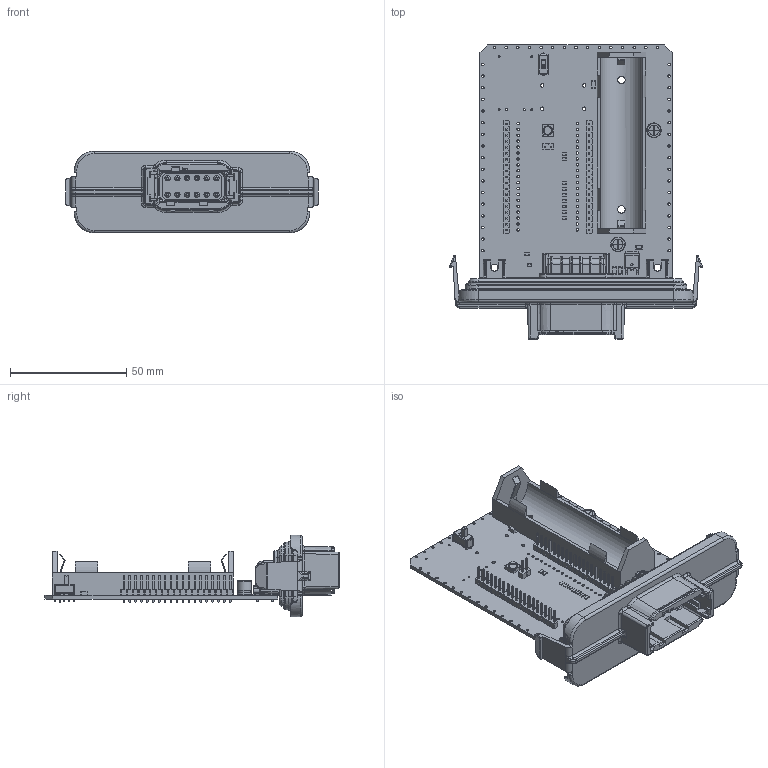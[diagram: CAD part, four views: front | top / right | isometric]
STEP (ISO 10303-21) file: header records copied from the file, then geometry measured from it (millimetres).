
FILE_DESCRIPTION(('KiCad electronic assembly'),'2;1');
FILE_NAME('PCB_Sender.step','2024-05-21T12:23:36',('Pcbnew'),('Kicad'), 'Open CASCADE STEP processor 7.7','KiCad to STEP converter','Unknown' );
FILE_SCHEMA(('AUTOMOTIVE_DESIGN { 1 0 10303 214 1 1 1 1 }'));
Length unit declared in the file: millimetre
Products named in the file (24): PCB_Sender 1; C_1206_3216Metric; DTM13-12PA-R008; C-DTM13-12PA-R008; SW_Slide_SPDT_Straight_CK_OS102011MS2Q; R_0805_2012Metric; CP_Radial_D6.3mm_P2.50mm; CP_Radial_D63mm_P250mm; PinHeader_1x19_P2.54mm_Vertical; PinHeader_1x19_P254mm_Vertical; BatteryHolder_MPD_BH-18650-PC2; MPD_BH_18650_PC2; LED_0805_2012Metric; TO-252-2; CQ assembly; LED_WS2812B_PLCC4_5.0x5.0mm_P3.2mm; LED_WS2812B_PLCC4_50x50mm_P32mm; PinHeader_1x02_P2.54mm_Vertical; PinHeader_1x02_P254mm_Vertical; PCB_Sender_PCB
Assembly tree (37 placements, depth 3):
  PCB_Sender 1
    C_1206_3216Metric  x4
      C_1206_3216Metric
    DTM13-12PA-R008
      C-DTM13-12PA-R008
    SW_Slide_SPDT_Straight_CK_OS102011MS2Q
      SW_Slide_SPDT_Straight_CK_OS102011MS2Q
    R_0805_2012Metric  x10
      R_0805_2012Metric
    CP_Radial_D6.3mm_P2.50mm  x2
      CP_Radial_D63mm_P250mm
    PinHeader_1x19_P2.54mm_Vertical  x2
      PinHeader_1x19_P254mm_Vertical
    BatteryHolder_MPD_BH-18650-PC2
      MPD_BH_18650_PC2
    LED_0805_2012Metric
      LED_0805_2012Metric
    TO-252-2
      CQ assembly
    LED_WS2812B_PLCC4_5.0x5.0mm_P3.2mm
      LED_WS2812B_PLCC4_50x50mm_P32mm
    PinHeader_1x02_P2.54mm_Vertical
      PinHeader_1x02_P254mm_Vertical
    PCB_Sender_PCB
Bounding box: 108.31 x 126.28 x 35 mm (x, y, z)
Volume: 57112.5 mm3; surface area: 48025.7 mm2
Topology: 35 solids, 37 shells, 3035 faces, 7613 edges, 4773 vertices
Faces by surface type: plane 2047, cylinder 732, torus 94, bspline 80, cone 58, sphere 16, revolution 8
Full cylindrical faces by diameter (mm): 0.5 x4, 0.762 x6, 0.8 x7, 1 x41, 1.04 x38, 1.05 x61, 1.5 x6, 2 x2, 3 x2, 3.2 x4, 3.333 x1
Entity records: 78146 total; most frequent: CARTESIAN_POINT 16752, ORIENTED_EDGE 11138, DIRECTION 10901, EDGE_CURVE 5569, LINE 3931, VECTOR 3931, AXIS2_PLACEMENT_3D 3483, VERTEX_POINT 3477
